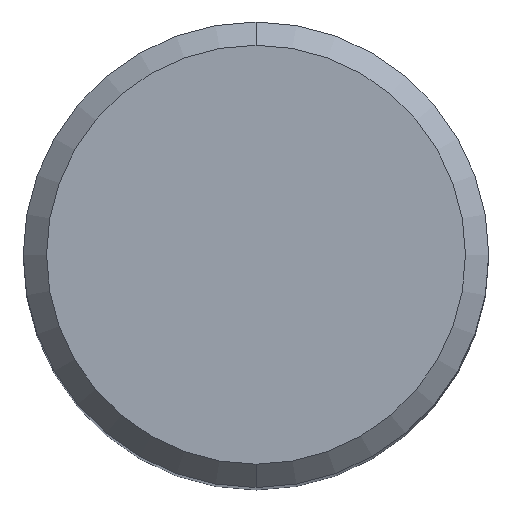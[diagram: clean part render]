
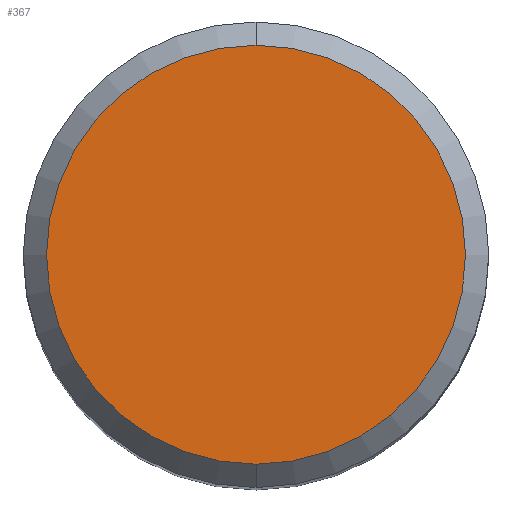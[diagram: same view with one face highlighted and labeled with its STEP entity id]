
A CAD part, top view. The second image highlights one B-rep face of the part: STEP entity #367.
In plain terms, the highlighted planar face has unit normal (0, 0, 1).
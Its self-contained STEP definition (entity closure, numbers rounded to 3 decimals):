
#179=EDGE_CURVE('',#193,#403,#486,.T.);
#193=VERTEX_POINT('',#501);
#367=ADVANCED_FACE('',(#692),#693,.T.);
#403=VERTEX_POINT('',#733);
#463=EDGE_CURVE('',#403,#193,#800,.T.);
#486=CIRCLE('',#816,9.0);
#501=CARTESIAN_POINT('',(0.0,9.0,0.0));
#692=FACE_OUTER_BOUND('',#1395,.T.);
#693=PLANE('',#1396);
#733=CARTESIAN_POINT('',(0.,-9.0,0.0));
#800=CIRCLE('',#1607,9.0);
#816=AXIS2_PLACEMENT_3D('',#1609,#1610,#1611);
#1395=EDGE_LOOP('',(#1846,#1847));
#1396=AXIS2_PLACEMENT_3D('',#1848,#1849,#1850);
#1607=AXIS2_PLACEMENT_3D('',#1966,#1967,#1968);
#1609=CARTESIAN_POINT('',(0.0,0.0,0.0));
#1610=DIRECTION('',(0.0,0.0,-1.0));
#1611=DIRECTION('',(0.0,1.0,0.0));
#1846=ORIENTED_EDGE('',*,*,#179,.F.);
#1847=ORIENTED_EDGE('',*,*,#463,.F.);
#1848=CARTESIAN_POINT('',(0.0,4.5,0.0));
#1849=DIRECTION('',(-0.0,0.0,1.0));
#1850=DIRECTION('',(0.0,-1.0,0.0));
#1966=CARTESIAN_POINT('',(0.0,0.0,0.0));
#1967=DIRECTION('',(0.0,0.0,-1.0));
#1968=DIRECTION('',(0.0,1.0,0.0));
